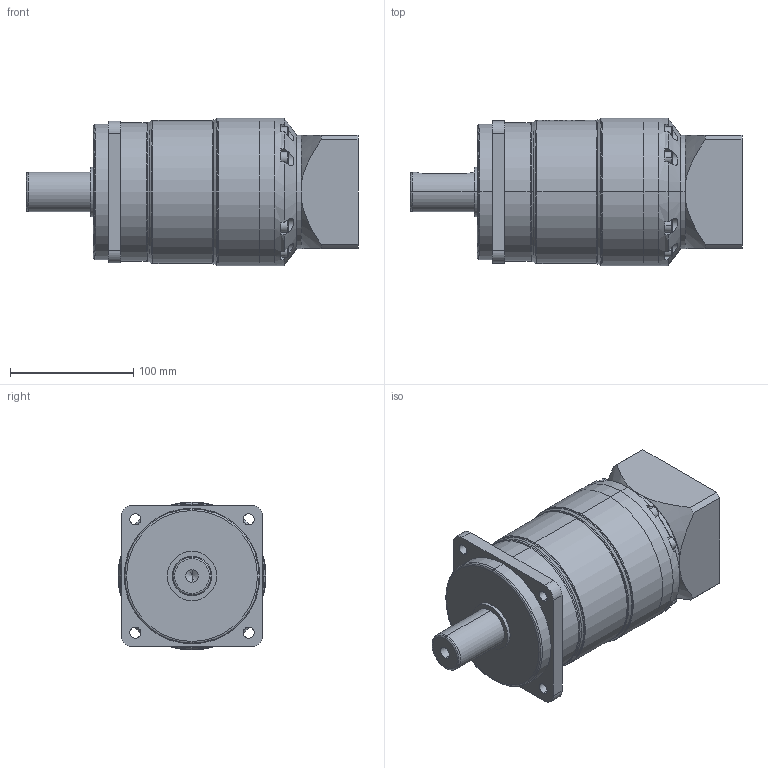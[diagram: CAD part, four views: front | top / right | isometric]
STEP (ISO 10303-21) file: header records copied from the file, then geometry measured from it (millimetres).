
FILE_DESCRIPTION((''),'2;1');
FILE_NAME('00_ASM','2022-06-10T15:08:35',('Administrator'),(''),'CREO PARAMETRIC BY PTC INC, 2019010','CREO PARAMETRIC BY PTC INC, 2019010','');
FILE_SCHEMA(('CONFIG_CONTROL_DESIGN'));
Products named in the file (4): 100; _20001; 20001; 00_ASM
Assembly tree (3 placements, depth 2):
  00_ASM
    100
    _20001
    20001
Bounding box: 269.2 x 120 x 120 mm (x, y, z)
Volume: 2073026.2 mm3; surface area: 182592.7 mm2
Topology: 3 solids, 3 shells, 571 faces, 1500 edges, 969 vertices
Faces by surface type: plane 239, bspline 127, cylinder 106, torus 56, cone 24, extrusion 19
Entity records: 39982 total; most frequent: CARTESIAN_POINT 26402, ORIENTED_EDGE 2980, DIRECTION 2517, EDGE_CURVE 1490, VERTEX_POINT 969, AXIS2_PLACEMENT_3D 894, VECTOR 729, LINE 710
